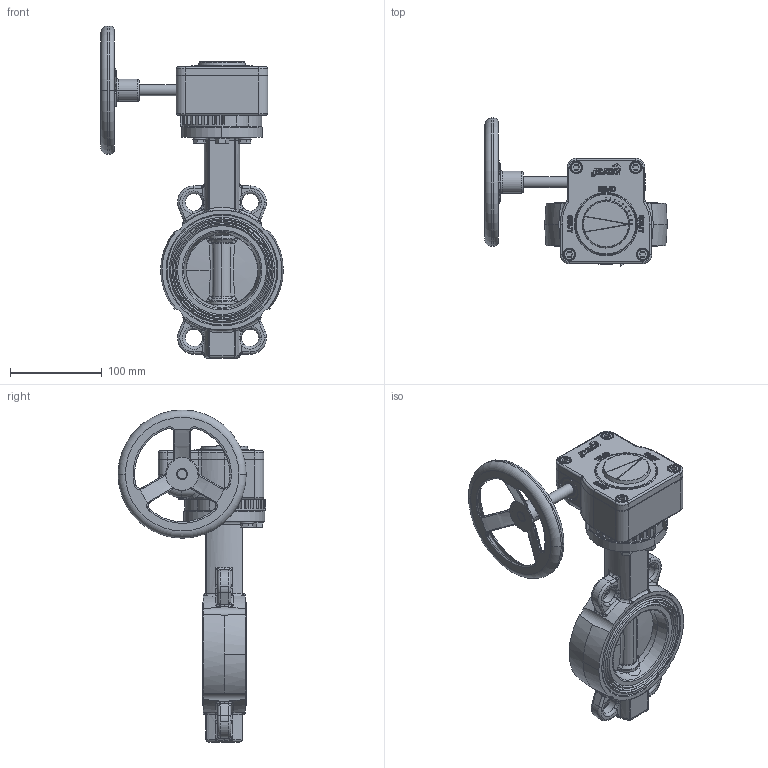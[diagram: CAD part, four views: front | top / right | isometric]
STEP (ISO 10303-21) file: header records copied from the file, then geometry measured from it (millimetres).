
FILE_DESCRIPTION(('HOOPS Exchange Step'),'2;1');
FILE_NAME('AK0810_DN80.stp','2025-08-26T15:25:42+02:00',('nieru'),('Unknown organisation'),'HOOPS Exchange 2024.2','HOOPS Exchange','Unknown authorisation');
FILE_SCHEMA( ('AP203_CONFIGURATION_CONTROLLED_3D_DESIGN_OF_MECHANICAL_PARTS_AND_ASSEMBLIES_MIM_LF') );
Length unit declared in the file: millimetre
Products named in the file (3): 0; root
Assembly tree (2 placements, depth 3):
  root
    0
      0
Bounding box: 199.5 x 161.53 x 362.5 mm (x, y, z)
Volume: 1346413.1 mm3; surface area: 330287.6 mm2
Topology: 26 solids, 26 shells, 3280 faces, 7975 edges, 4736 vertices
Faces by surface type: cylinder 1098, bspline 1084, plane 650, torus 242, cone 195, sphere 11
Full cylindrical faces by diameter (mm): 7 x4, 7.258 x4, 7.984 x4, 8.4 x2, 12 x5, 12.8 x4, 13.996 x1, 14.517 x4, 16 x2, 16.569 x1, 19.719 x1, 20 x1, 24.305 x1, 26.365 x1, 27.029 x1, 43 x1, 52 x1
Entity records: 304312 total; most frequent: CARTESIAN_POINT 235120, ORIENTED_EDGE 15784, DIRECTION 12172, EDGE_CURVE 7892, AXIS2_PLACEMENT_3D 4744, VERTEX_POINT 4736, EDGE_LOOP 3450, FACE_BOUND 3450
